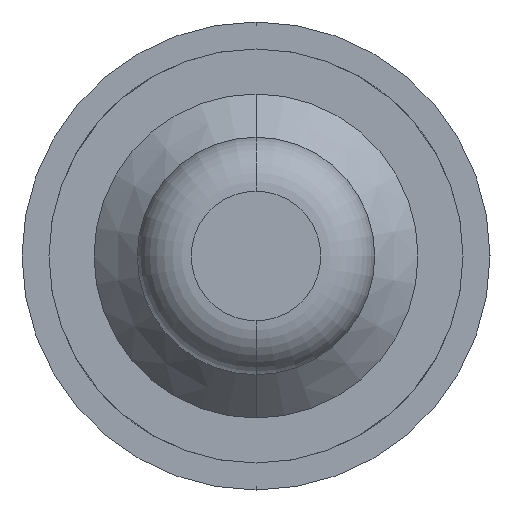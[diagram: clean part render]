
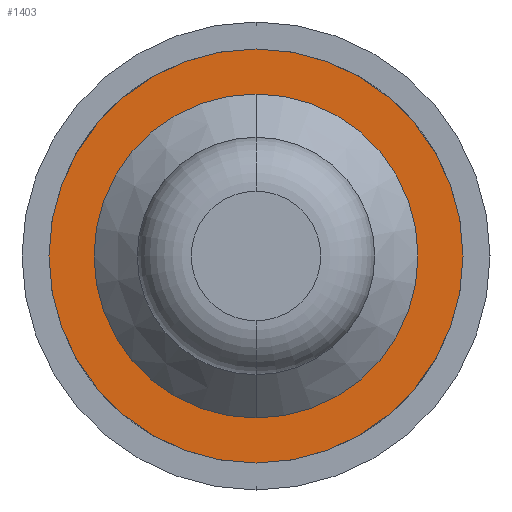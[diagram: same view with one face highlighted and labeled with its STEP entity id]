
A CAD part, front view. The second image highlights one B-rep face of the part: STEP entity #1403.
In plain terms, the highlighted planar face has unit normal (0, -1, 0).
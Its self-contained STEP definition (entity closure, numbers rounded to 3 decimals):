
#32 = CARTESIAN_POINT ( 'NONE',  ( 0., -1.7, -0.35 ) ) ;
#110 = ORIENTED_EDGE ( 'NONE', *, *, #333, .F. ) ;
#248 = DIRECTION ( 'NONE',  ( 0., -1., 0. ) ) ;
#333 = EDGE_CURVE ( 'Defeature ausgef�hrt3_10+Defeature ausgef�hrt3_11+Defeature ausgef�hrt3_11+Defeature ausgef�hrt3_11', #2545, #2654, #3511, .T. ) ;
#626 = CARTESIAN_POINT ( 'NONE',  ( 0.35, -1.7, 0. ) ) ;
#758 = VERTEX_POINT ( 'NONE', #917 ) ;
#917 = CARTESIAN_POINT ( 'NONE',  ( 0., -1.7, -0.575 ) ) ;
#965 = DIRECTION ( 'NONE',  ( 0., -1., 0. ) ) ;
#975 = DIRECTION ( 'NONE',  ( 0., 0., -1. ) ) ;
#1174 = EDGE_LOOP ( 'NONE', ( #2407, #4075 ) ) ;
#1181 = CIRCLE ( 'NONE', #1298, 0.35 ) ;
#1208 = PLANE ( 'NONE',  #2831 ) ;
#1298 = AXIS2_PLACEMENT_3D ( 'NONE', #3621, #1465, #3631 ) ;
#1403 = ADVANCED_FACE ( 'Defeature ausgef�hrt3_11', ( #1839, #2365 ), #1208, .T. ) ;
#1408 = DIRECTION ( 'NONE',  ( 0., -1., 0. ) ) ;
#1465 = DIRECTION ( 'NONE',  ( 0., -1., 0. ) ) ;
#1683 = AXIS2_PLACEMENT_3D ( 'NONE', #2841, #965, #975 ) ;
#1739 = AXIS2_PLACEMENT_3D ( 'NONE', #2357, #1408, #1756 ) ;
#1745 = VERTEX_POINT ( 'NONE', #2711 ) ;
#1756 = DIRECTION ( 'NONE',  ( 0., 0., -1. ) ) ;
#1839 = FACE_OUTER_BOUND ( 'NONE', #1174, .T. ) ;
#2103 = EDGE_CURVE ( 'Defeature ausgef�hrt3_11+Defeature ausgef�hrt3_12+Defeature ausgef�hrt3_12+Defeature ausgef�hrt3_12', #1745, #758, #2612, .T. ) ;
#2140 = CARTESIAN_POINT ( 'NONE',  ( 0., -1.7, 0.35 ) ) ;
#2357 = CARTESIAN_POINT ( 'NONE',  ( 0., -1.7, 0. ) ) ;
#2365 = FACE_BOUND ( 'NONE', #3096, .T. ) ;
#2407 = ORIENTED_EDGE ( 'NONE', *, *, #3444, .T. ) ;
#2545 = VERTEX_POINT ( 'NONE', #32 ) ;
#2612 = CIRCLE ( 'NONE', #1683, 0.575 ) ;
#2654 = VERTEX_POINT ( 'NONE', #2140 ) ;
#2682 = CIRCLE ( 'NONE', #1739, 0.575 ) ;
#2711 = CARTESIAN_POINT ( 'NONE',  ( 0., -1.7, 0.575 ) ) ;
#2831 = AXIS2_PLACEMENT_3D ( 'NONE', #626, #3740, #3727 ) ;
#2841 = CARTESIAN_POINT ( 'NONE',  ( 0., -1.7, 0. ) ) ;
#2884 = AXIS2_PLACEMENT_3D ( 'NONE', #4009, #248, #3331 ) ;
#3096 = EDGE_LOOP ( 'NONE', ( #110, #4023 ) ) ;
#3166 = EDGE_CURVE ( 'Defeature ausgef�hrt3_10+Defeature ausgef�hrt3_11+Defeature ausgef�hrt3_11+Defeature ausgef�hrt3_11', #2654, #2545, #1181, .T. ) ;
#3331 = DIRECTION ( 'NONE',  ( 0., 0., -1. ) ) ;
#3444 = EDGE_CURVE ( 'Defeature ausgef�hrt3_11+Defeature ausgef�hrt3_12+Defeature ausgef�hrt3_12+Defeature ausgef�hrt3_12', #758, #1745, #2682, .T. ) ;
#3511 = CIRCLE ( 'NONE', #2884, 0.35 ) ;
#3621 = CARTESIAN_POINT ( 'NONE',  ( 0., -1.7, 0. ) ) ;
#3631 = DIRECTION ( 'NONE',  ( 0., 0., -1. ) ) ;
#3727 = DIRECTION ( 'NONE',  ( 0., 0., -1. ) ) ;
#3740 = DIRECTION ( 'NONE',  ( 0., -1., 0. ) ) ;
#4009 = CARTESIAN_POINT ( 'NONE',  ( 0., -1.7, 0. ) ) ;
#4023 = ORIENTED_EDGE ( 'NONE', *, *, #3166, .F. ) ;
#4075 = ORIENTED_EDGE ( 'NONE', *, *, #2103, .T. ) ;
